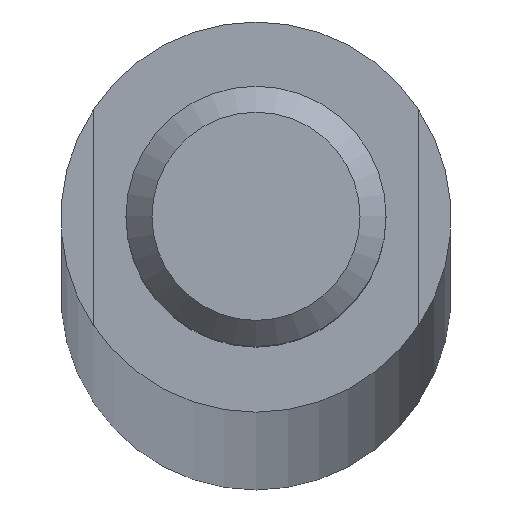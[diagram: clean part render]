
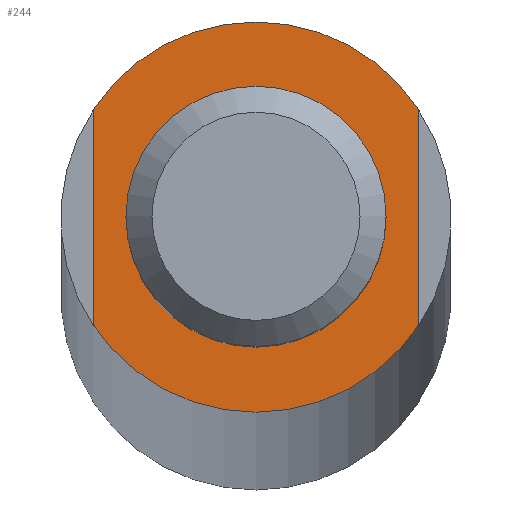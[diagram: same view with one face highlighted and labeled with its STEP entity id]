
A CAD part, top view. The second image highlights one B-rep face of the part: STEP entity #244.
In plain terms, the highlighted planar face has unit normal (0, 0, 1).
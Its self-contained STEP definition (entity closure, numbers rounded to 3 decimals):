
#22=PLANE('',#282);
#42=LINE('',#419,#58);
#43=LINE('',#420,#59);
#58=VECTOR('',#334,1000.);
#59=VECTOR('',#335,1000.);
#82=ORIENTED_EDGE('',*,*,#139,.F.);
#83=ORIENTED_EDGE('',*,*,#142,.F.);
#84=ORIENTED_EDGE('',*,*,#135,.F.);
#85=ORIENTED_EDGE('',*,*,#143,.F.);
#86=ORIENTED_EDGE('',*,*,#144,.T.);
#135=EDGE_CURVE('',#164,#166,#182,.T.);
#139=EDGE_CURVE('',#169,#170,#184,.T.);
#142=EDGE_CURVE('',#166,#169,#42,.T.);
#143=EDGE_CURVE('',#170,#164,#43,.T.);
#144=EDGE_CURVE('',#172,#172,#186,.T.);
#164=VERTEX_POINT('',#403);
#166=VERTEX_POINT('',#406);
#169=VERTEX_POINT('',#412);
#170=VERTEX_POINT('',#414);
#172=VERTEX_POINT('',#422);
#182=CIRCLE('',#278,3.);
#184=CIRCLE('',#280,3.);
#186=CIRCLE('',#283,2.);
#194=EDGE_LOOP('',(#82,#83,#84,#85));
#195=EDGE_LOOP('',(#86));
#218=FACE_BOUND('',#194,.T.);
#219=FACE_BOUND('',#195,.T.);
#244=ADVANCED_FACE('',(#218,#219),#22,.F.);
#278=AXIS2_PLACEMENT_3D('',#405,#321,#322);
#280=AXIS2_PLACEMENT_3D('',#413,#327,#328);
#282=AXIS2_PLACEMENT_3D('',#418,#332,#333);
#283=AXIS2_PLACEMENT_3D('',#421,#336,#337);
#321=DIRECTION('',(0.,0.,-1.));
#322=DIRECTION('',(-1.,0.,0.));
#327=DIRECTION('',(0.,0.,-1.));
#328=DIRECTION('',(-1.,0.,0.));
#332=DIRECTION('',(0.,0.,-1.));
#333=DIRECTION('',(-1.,0.,0.));
#334=DIRECTION('',(0.,1.,0.));
#335=DIRECTION('',(0.,-1.,0.));
#336=DIRECTION('',(0.,0.,-1.));
#337=DIRECTION('',(-1.,0.,0.));
#403=CARTESIAN_POINT('',(2.5,-1.658,692.25));
#405=CARTESIAN_POINT('',(0.,0.,692.25));
#406=CARTESIAN_POINT('',(-2.5,-1.658,692.25));
#412=CARTESIAN_POINT('',(-2.5,1.658,692.25));
#413=CARTESIAN_POINT('',(0.,0.,692.25));
#414=CARTESIAN_POINT('',(2.5,1.658,692.25));
#418=CARTESIAN_POINT('',(0.,0.,692.25));
#419=CARTESIAN_POINT('',(-2.5,0.,692.25));
#420=CARTESIAN_POINT('',(2.5,0.,692.25));
#421=CARTESIAN_POINT('',(0.,0.,692.25));
#422=CARTESIAN_POINT('',(-2.,0.,692.25));
